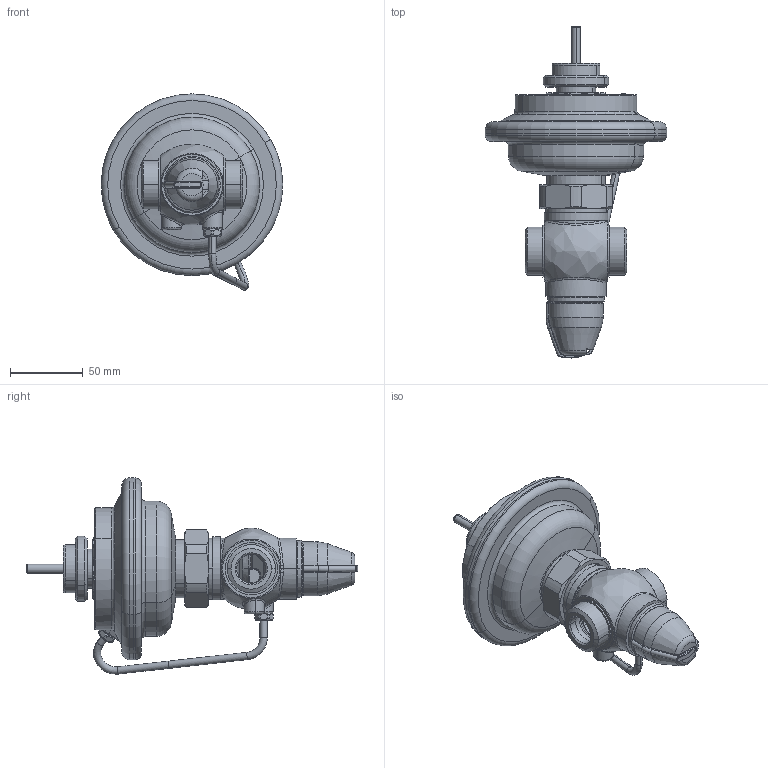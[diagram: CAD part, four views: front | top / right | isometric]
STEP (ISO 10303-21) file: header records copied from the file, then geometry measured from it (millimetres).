
FILE_DESCRIPTION((''),'2;1');
FILE_NAME('003H6762_ASM','2015-01-08T',('u258099'),('Danfoss'),'PRO/ENGINEER BY PARAMETRIC TECHNOLOGY CORPORATION, 2014000','PRO/ENGINEER BY PARAMETRIC TECHNOLOGY CORPORATION, 2014000','');
FILE_SCHEMA(('CONFIG_CONTROL_DESIGN'));
Length unit declared in the file: millimetre
Products named in the file (20): ASM0006_ASM_1_1_1; PRT0015_1_1_1; PRT0016_1_1_1; PRT0017_1_1_1; PRT0019_1_1_1; PRT0020_1_1_1; PRT0021_1_1_1; ASM0007_ASM_1_ASM_1_ASM_1_ASM; PRT0022_1_1_1; ASM0008_ASM_1_ASM_1_ASM_1_ASM; PRT0023_1_1_1; PRT0024_1_1_1; PRT0025_1_1_1; PRT0026_1_1_1; ASM0005_ASM_1_ASM_1_ASM_1_ASM; 8882945_1_1_1; 003H6762_ASM_1_ASM_1_ASM_1_ASM; 003H6762_ASM_1_ASM; 8883810; 003H6762_ASM
Assembly tree (20 placements, depth 6):
  003H6762_ASM
    003H6762_ASM_1_ASM
      003H6762_ASM_1_ASM_1_ASM_1_ASM
        ASM0005_ASM_1_ASM_1_ASM_1_ASM
          ASM0006_ASM_1_1_1
          ASM0007_ASM_1_ASM_1_ASM_1_ASM
            PRT0015_1_1_1
            PRT0016_1_1_1
            PRT0017_1_1_1
            PRT0019_1_1_1
            PRT0020_1_1_1
            PRT0021_1_1_1
          ASM0008_ASM_1_ASM_1_ASM_1_ASM
            PRT0022_1_1_1
          PRT0023_1_1_1  x2
          PRT0024_1_1_1
          PRT0025_1_1_1
          PRT0026_1_1_1
        8882945_1_1_1
    8883810
Bounding box: 125.18 x 228.58 x 135.13 mm (x, y, z)
Volume: 290458 mm3; surface area: 156428.9 mm2
Topology: 14 solids, 16 shells, 1188 faces, 3003 edges, 1881 vertices
Faces by surface type: plane 358, cylinder 277, cone 228, bspline 162, torus 158, sphere 5
Entity records: 44692 total; most frequent: CARTESIAN_POINT 17954, ORIENTED_EDGE 5770, DIRECTION 5334, EDGE_CURVE 2888, AXIS2_PLACEMENT_3D 2240, VERTEX_POINT 1811, EDGE_LOOP 1228, CIRCLE 1195
